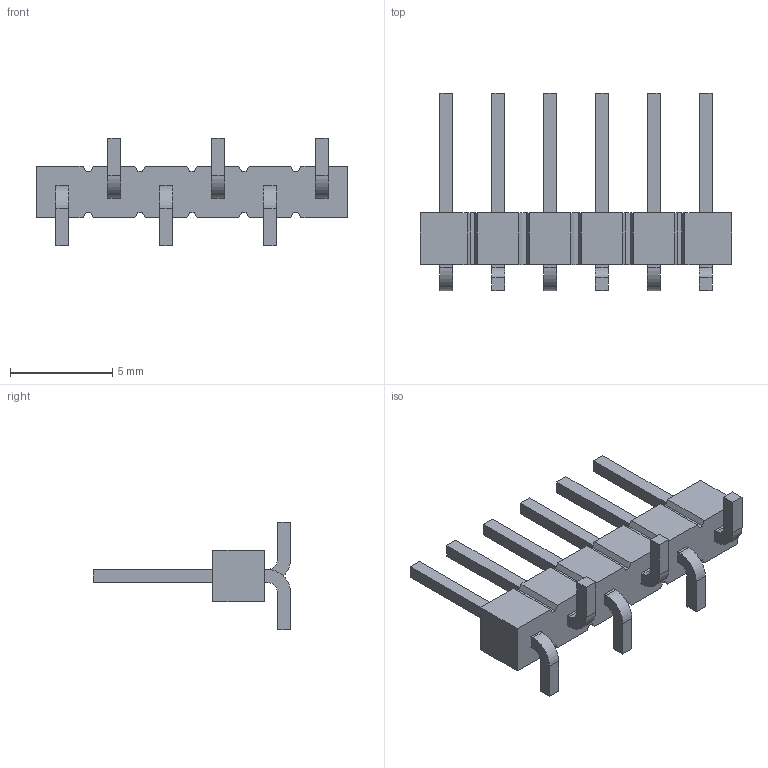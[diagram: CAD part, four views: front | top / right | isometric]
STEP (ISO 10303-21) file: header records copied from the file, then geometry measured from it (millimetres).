
FILE_DESCRIPTION(/* description */ ('STEP AP214'),/* implementation_level */ '2;1');
FILE_NAME(/* name */ 'TSM-106-01-F-SV',/* time_stamp */ '2022-09-16T14:34:05+02:00',/* author */ ('License CC BY-ND 4.0'),/* organization */ ('CADENAS'),/* preprocessor_version */ 'ST-DEVELOPER v18.102',/* originating_system */ 'PARTsolutions',/* authorisation */ ' ');
FILE_SCHEMA (('AUTOMOTIVE_DESIGN {1 0 10303 214 3 1 1}'));
Length unit declared in the file: inch
Products named in the file (3): TSM-106-01-F-SV; T-1S6-16(-01-6-SV); TSM-106-01-SV_body
Assembly tree (2 placements, depth 2):
  TSM-106-01-F-SV
    T-1S6-16(-01-6-SV)
    TSM-106-01-SV_body
Bounding box: 15.24 x 9.65 x 5.28 mm (x, y, z)
Volume: 118.9 mm3; surface area: 405.6 mm2
Topology: 2 solids, 2 shells, 156 faces, 432 edges, 288 vertices
Faces by surface type: plane 144, cylinder 12
Entity records: 5002 total; most frequent: CARTESIAN_POINT 879, ORIENTED_EDGE 864, DIRECTION 774, EDGE_CURVE 432, LINE 408, VECTOR 408, VERTEX_POINT 288, AXIS2_PLACEMENT_3D 183
